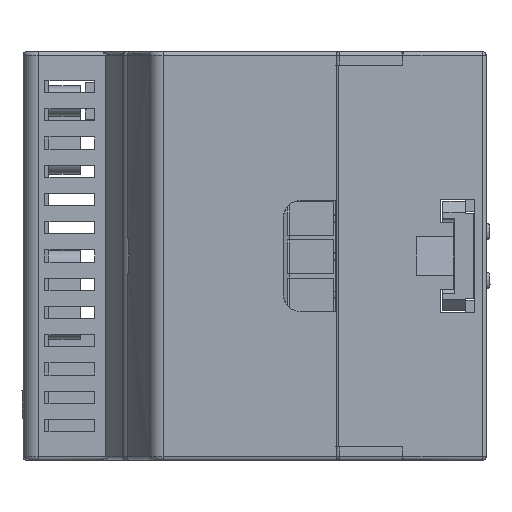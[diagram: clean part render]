
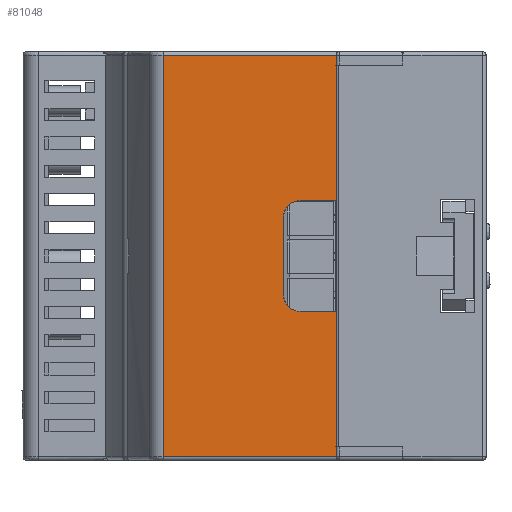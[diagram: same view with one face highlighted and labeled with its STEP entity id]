
A CAD part, left-side view. The second image highlights one B-rep face of the part: STEP entity #81048.
In plain terms, the highlighted planar face has unit normal (-1, 0.018, 0).
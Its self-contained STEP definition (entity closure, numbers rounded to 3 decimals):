
#697 = DIRECTION ( 'NONE',  ( 0., 0., -1. ) ) ;
#1414 = EDGE_CURVE ( 'NONE', #147826, #103075, #131112, .T. ) ;
#1593 = CARTESIAN_POINT ( 'NONE',  ( -44.728, 20.849, 10.3 ) ) ;
#2754 = DIRECTION ( 'NONE',  ( -0.017, -1., 0. ) ) ;
#5341 = CARTESIAN_POINT ( 'NONE',  ( -44.766, 18.649, 22.6 ) ) ;
#6235 = ORIENTED_EDGE ( 'NONE', *, *, #118179, .F. ) ;
#6394 = DIRECTION ( 'NONE',  ( 0.017, 1., 0. ) ) ;
#8827 = CARTESIAN_POINT ( 'NONE',  ( -44.453, 36.571, -16.81 ) ) ;
#10801 = ORIENTED_EDGE ( 'NONE', *, *, #117599, .F. ) ;
#13329 = VECTOR ( 'NONE', #141201, 1000. ) ;
#14217 = VERTEX_POINT ( 'NONE', #59342 ) ;
#14891 = CARTESIAN_POINT ( 'NONE',  ( -44.85, 13.85, 22.6 ) ) ;
#16530 = ORIENTED_EDGE ( 'NONE', *, *, #139834, .F. ) ;
#18796 = FACE_OUTER_BOUND ( 'NONE', #93385, .T. ) ;
#21562 = CARTESIAN_POINT ( 'NONE',  ( -44.453, 36.571, 41.65 ) ) ;
#23114 = AXIS2_PLACEMENT_3D ( 'NONE', #54850, #148583, #111329 ) ;
#24023 = ORIENTED_EDGE ( 'NONE', *, *, #1414, .F. ) ;
#24324 = CARTESIAN_POINT ( 'NONE',  ( -44.408, 39.156, 41.65 ) ) ;
#24531 = LINE ( 'NONE', #135706, #40513 ) ;
#28645 = CARTESIAN_POINT ( 'NONE',  ( -44.766, 18.649, 10.3 ) ) ;
#31725 = VERTEX_POINT ( 'NONE', #14891 ) ;
#35630 = VERTEX_POINT ( 'NONE', #77198 ) ;
#36271 = EDGE_CURVE ( 'NONE', #121462, #48789, #141017, .T. ) ;
#36873 = AXIS2_PLACEMENT_3D ( 'NONE', #136468, #148138, #6394 ) ;
#38609 = DIRECTION ( 'NONE',  ( 0., 0., -1. ) ) ;
#39341 = CARTESIAN_POINT ( 'NONE',  ( -44.85, 13.85, -16.81 ) ) ;
#40513 = VECTOR ( 'NONE', #2754, 1000. ) ;
#40760 = EDGE_CURVE ( 'NONE', #31725, #104569, #103220, .T. ) ;
#44165 = VECTOR ( 'NONE', #78296, 1000. ) ;
#44343 = PLANE ( 'NONE',  #36873 ) ;
#44608 = ORIENTED_EDGE ( 'NONE', *, *, #45370, .F. ) ;
#45370 = EDGE_CURVE ( 'NONE', #104569, #14217, #99648, .T. ) ;
#48524 = EDGE_CURVE ( 'NONE', #103075, #31725, #97274, .T. ) ;
#48789 = VERTEX_POINT ( 'NONE', #134315 ) ;
#49468 = ORIENTED_EDGE ( 'NONE', *, *, #149049, .F. ) ;
#54850 = CARTESIAN_POINT ( 'NONE',  ( -44.766, 18.649, 20.4 ) ) ;
#55132 = CARTESIAN_POINT ( 'NONE',  ( -44.85, 13.85, -16.81 ) ) ;
#58333 = EDGE_CURVE ( 'NONE', #14217, #141860, #72665, .T. ) ;
#59342 = CARTESIAN_POINT ( 'NONE',  ( -44.728, 20.849, 20.4 ) ) ;
#63424 = DIRECTION ( 'NONE',  ( -1., 0.017, 0. ) ) ;
#66715 = DIRECTION ( 'NONE',  ( 0.017, 1., 0. ) ) ;
#69062 = VECTOR ( 'NONE', #106256, 1000. ) ;
#69726 = LINE ( 'NONE', #55132, #44165 ) ;
#70757 = ORIENTED_EDGE ( 'NONE', *, *, #36271, .F. ) ;
#72665 = LINE ( 'NONE', #106704, #137453 ) ;
#73873 = ORIENTED_EDGE ( 'NONE', *, *, #58333, .F. ) ;
#74251 = DIRECTION ( 'NONE',  ( 0.017, 1., 0. ) ) ;
#77198 = CARTESIAN_POINT ( 'NONE',  ( -44.85, 13.85, 8.1 ) ) ;
#78296 = DIRECTION ( 'NONE',  ( 0., 0., -1. ) ) ;
#81048 = ADVANCED_FACE ( 'NONE', ( #18796 ), #44343, .F. ) ;
#82387 = ORIENTED_EDGE ( 'NONE', *, *, #40760, .F. ) ;
#90738 = VECTOR ( 'NONE', #38609, 1000. ) ;
#93385 = EDGE_LOOP ( 'NONE', ( #82387, #126731, #24023, #6235, #70757, #10801, #49468, #16530, #73873, #44608 ) ) ;
#96392 = VECTOR ( 'NONE', #66715, 1000. ) ;
#97274 = LINE ( 'NONE', #39341, #90738 ) ;
#99648 = CIRCLE ( 'NONE', #23114, 2.2 ) ;
#101806 = VERTEX_POINT ( 'NONE', #138933 ) ;
#103075 = VERTEX_POINT ( 'NONE', #123362 ) ;
#103220 = LINE ( 'NONE', #128830, #13329 ) ;
#104569 = VERTEX_POINT ( 'NONE', #5341 ) ;
#106256 = DIRECTION ( 'NONE',  ( 0., 0., 1. ) ) ;
#106704 = CARTESIAN_POINT ( 'NONE',  ( -44.728, 20.849, -16.81 ) ) ;
#111329 = DIRECTION ( 'NONE',  ( 0.017, 1., 0. ) ) ;
#116203 = CARTESIAN_POINT ( 'NONE',  ( -44.408, 39.156, -10.95 ) ) ;
#116852 = VECTOR ( 'NONE', #119460, 1000. ) ;
#117599 = EDGE_CURVE ( 'NONE', #35630, #121462, #69726, .T. ) ;
#118179 = EDGE_CURVE ( 'NONE', #48789, #147826, #128075, .T. ) ;
#119460 = DIRECTION ( 'NONE',  ( -0.017, -1., 0. ) ) ;
#121188 = AXIS2_PLACEMENT_3D ( 'NONE', #28645, #63424, #74251 ) ;
#121462 = VERTEX_POINT ( 'NONE', #123943 ) ;
#123362 = CARTESIAN_POINT ( 'NONE',  ( -44.85, 13.85, 41.65 ) ) ;
#123943 = CARTESIAN_POINT ( 'NONE',  ( -44.85, 13.85, -10.95 ) ) ;
#126731 = ORIENTED_EDGE ( 'NONE', *, *, #48524, .F. ) ;
#128075 = LINE ( 'NONE', #8827, #69062 ) ;
#128830 = CARTESIAN_POINT ( 'NONE',  ( -44.408, 39.156, 22.6 ) ) ;
#131112 = LINE ( 'NONE', #24324, #116852 ) ;
#134315 = CARTESIAN_POINT ( 'NONE',  ( -44.453, 36.571, -10.95 ) ) ;
#135706 = CARTESIAN_POINT ( 'NONE',  ( -44.408, 39.156, 8.1 ) ) ;
#136468 = CARTESIAN_POINT ( 'NONE',  ( -44.408, 39.156, -16.81 ) ) ;
#137453 = VECTOR ( 'NONE', #697, 1000. ) ;
#138933 = CARTESIAN_POINT ( 'NONE',  ( -44.766, 18.649, 8.1 ) ) ;
#139834 = EDGE_CURVE ( 'NONE', #141860, #101806, #150889, .T. ) ;
#141017 = LINE ( 'NONE', #116203, #96392 ) ;
#141201 = DIRECTION ( 'NONE',  ( 0.017, 1., 0. ) ) ;
#141860 = VERTEX_POINT ( 'NONE', #1593 ) ;
#147826 = VERTEX_POINT ( 'NONE', #21562 ) ;
#148138 = DIRECTION ( 'NONE',  ( 1., -0.017, 0. ) ) ;
#148583 = DIRECTION ( 'NONE',  ( -1., 0.017, 0. ) ) ;
#149049 = EDGE_CURVE ( 'NONE', #101806, #35630, #24531, .T. ) ;
#150889 = CIRCLE ( 'NONE', #121188, 2.2 ) ;
